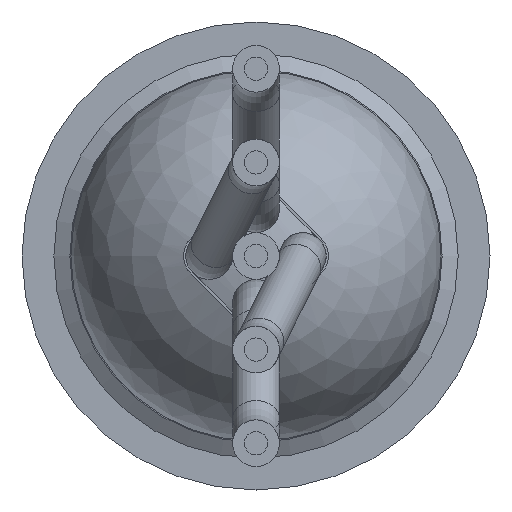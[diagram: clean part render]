
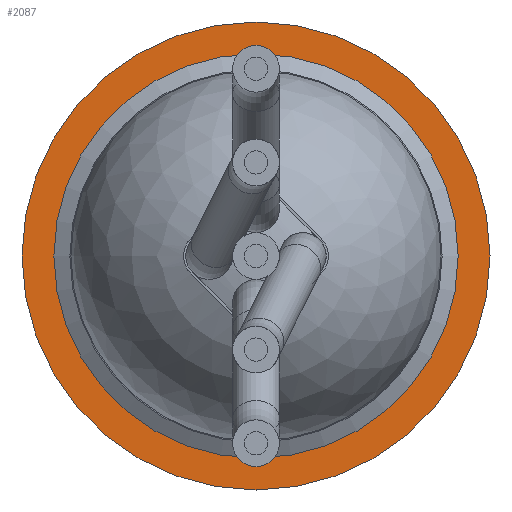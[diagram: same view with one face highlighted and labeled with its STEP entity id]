
A CAD part, front view. The second image highlights one B-rep face of the part: STEP entity #2087.
In plain terms, the highlighted planar face has unit normal (0, -1, 0).
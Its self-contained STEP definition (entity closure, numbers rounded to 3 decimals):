
#74=PLANE('',#2279);
#121=FACE_BOUND('',#636,.T.);
#513=FACE_OUTER_BOUND('',#635,.T.);
#635=EDGE_LOOP('',(#1614,#1615));
#636=EDGE_LOOP('',(#1616,#1617));
#798=CIRCLE('',#2277,8.8);
#799=CIRCLE('',#2278,8.8);
#800=CIRCLE('',#2280,11.);
#801=CIRCLE('',#2281,11.);
#993=VERTEX_POINT('',#3643);
#994=VERTEX_POINT('',#3644);
#995=VERTEX_POINT('',#3649);
#996=VERTEX_POINT('',#3650);
#1235=EDGE_CURVE('',#993,#994,#798,.T.);
#1237=EDGE_CURVE('',#994,#993,#799,.T.);
#1238=EDGE_CURVE('',#995,#996,#800,.T.);
#1239=EDGE_CURVE('',#996,#995,#801,.T.);
#1614=ORIENTED_EDGE('',*,*,#1238,.F.);
#1615=ORIENTED_EDGE('',*,*,#1239,.F.);
#1616=ORIENTED_EDGE('',*,*,#1235,.F.);
#1617=ORIENTED_EDGE('',*,*,#1237,.F.);
#2087=ADVANCED_FACE('',(#513,#121),#74,.T.);
#2277=AXIS2_PLACEMENT_3D('',#3645,#2734,#2735);
#2278=AXIS2_PLACEMENT_3D('',#3647,#2737,#2738);
#2279=AXIS2_PLACEMENT_3D('',#3648,#2739,#2740);
#2280=AXIS2_PLACEMENT_3D('',#3651,#2741,#2742);
#2281=AXIS2_PLACEMENT_3D('',#3652,#2743,#2744);
#2734=DIRECTION('center_axis',(0.,-1.,0.));
#2735=DIRECTION('ref_axis',(-1.,0.,0.));
#2737=DIRECTION('center_axis',(0.,-1.,0.));
#2738=DIRECTION('ref_axis',(-1.,0.,0.));
#2739=DIRECTION('center_axis',(0.,-1.,0.));
#2740=DIRECTION('ref_axis',(0.,0.,-1.));
#2741=DIRECTION('center_axis',(0.,1.,0.));
#2742=DIRECTION('ref_axis',(-1.,0.,0.));
#2743=DIRECTION('center_axis',(0.,1.,0.));
#2744=DIRECTION('ref_axis',(-1.,0.,0.));
#3643=CARTESIAN_POINT('',(-8.8,30.,0.));
#3644=CARTESIAN_POINT('',(8.8,30.,0.));
#3645=CARTESIAN_POINT('Origin',(0.,30.,0.));
#3647=CARTESIAN_POINT('Origin',(0.,30.,0.));
#3648=CARTESIAN_POINT('Origin',(-10.25,30.,0.));
#3649=CARTESIAN_POINT('',(-11.,30.,0.));
#3650=CARTESIAN_POINT('',(11.,30.,0.));
#3651=CARTESIAN_POINT('Origin',(0.,30.,0.));
#3652=CARTESIAN_POINT('Origin',(0.,30.,0.));
